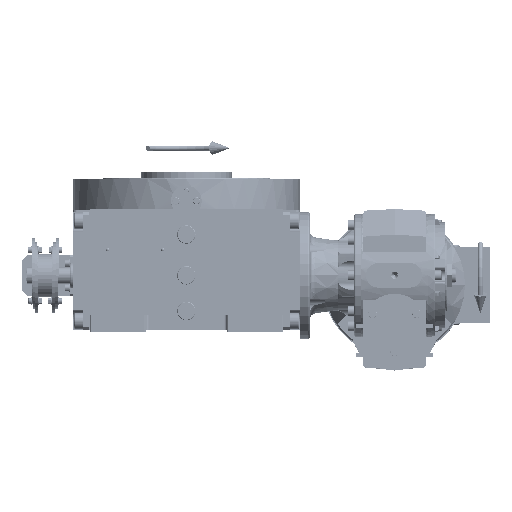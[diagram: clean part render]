
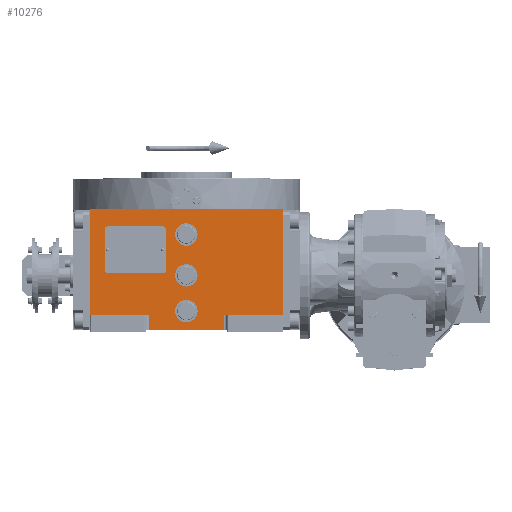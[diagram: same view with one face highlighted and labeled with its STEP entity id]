
A CAD part, top view. The second image highlights one B-rep face of the part: STEP entity #10276.
In plain terms, the highlighted planar face has unit normal (0, 0, 1).
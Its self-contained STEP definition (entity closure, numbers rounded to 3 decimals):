
#639 = VECTOR ( 'NONE', #111683, 1000. ) ;
#1340 = VERTEX_POINT ( 'NONE', #87294 ) ;
#2708 = ORIENTED_EDGE ( 'NONE', *, *, #156219, .F. ) ;
#5647 = VECTOR ( 'NONE', #126904, 1000. ) ;
#6070 = VERTEX_POINT ( 'NONE', #143184 ) ;
#9367 = EDGE_LOOP ( 'NONE', ( #28547, #96915, #121935, #84630, #34946, #58007, #81330, #2708 ) ) ;
#10276 = ADVANCED_FACE ( 'NONE', ( #55420, #79142, #66093, #128079 ), #119035, .T. ) ;
#10283 = EDGE_CURVE ( 'NONE', #59444, #89600, #43050, .T. ) ;
#10287 = LINE ( 'NONE', #108983, #102741 ) ;
#14586 = CARTESIAN_POINT ( 'NONE',  ( -94.5, -38.5, 163.5 ) ) ;
#17709 = LINE ( 'NONE', #19295, #127863 ) ;
#18330 = CIRCLE ( 'NONE', #91409, 11. ) ;
#19295 = CARTESIAN_POINT ( 'NONE',  ( -94.5, -38.5, 163.5 ) ) ;
#20353 = DIRECTION ( 'NONE',  ( 0., 0., 1. ) ) ;
#21503 = ORIENTED_EDGE ( 'NONE', *, *, #149591, .F. ) ;
#21733 = CARTESIAN_POINT ( 'NONE',  ( 37., -38.5, 163.5 ) ) ;
#24296 = EDGE_CURVE ( 'NONE', #113729, #57017, #17709, .T. ) ;
#27526 = DIRECTION ( 'NONE',  ( 0., 0., 1. ) ) ;
#28547 = ORIENTED_EDGE ( 'NONE', *, *, #117891, .T. ) ;
#29294 = CARTESIAN_POINT ( 'NONE',  ( 0., -35., 163.5 ) ) ;
#32402 = EDGE_CURVE ( 'NONE', #104487, #61859, #144333, .T. ) ;
#32506 = DIRECTION ( 'NONE',  ( 0., 0., 1. ) ) ;
#32568 = DIRECTION ( 'NONE',  ( 1., 0., 0. ) ) ;
#33515 = EDGE_CURVE ( 'NONE', #113729, #54127, #126339, .T. ) ;
#34056 = EDGE_CURVE ( 'NONE', #104487, #137017, #90285, .T. ) ;
#34308 = EDGE_LOOP ( 'NONE', ( #140840, #84844 ) ) ;
#34946 = ORIENTED_EDGE ( 'NONE', *, *, #75358, .F. ) ;
#37815 = CARTESIAN_POINT ( 'NONE',  ( 11., -35., 163.5 ) ) ;
#41577 = VERTEX_POINT ( 'NONE', #92530 ) ;
#43050 = CIRCLE ( 'NONE', #157783, 11. ) ;
#44168 = DIRECTION ( 'NONE',  ( 1., 0., 0. ) ) ;
#47542 = VECTOR ( 'NONE', #32568, 1000. ) ;
#47808 = EDGE_CURVE ( 'NONE', #1340, #116857, #121553, .T. ) ;
#48765 = VERTEX_POINT ( 'NONE', #141516 ) ;
#50435 = DIRECTION ( 'NONE',  ( 1., 0., 0. ) ) ;
#53511 = DIRECTION ( 'NONE',  ( 1., 0., 0. ) ) ;
#53578 = AXIS2_PLACEMENT_3D ( 'NONE', #144087, #94402, #144896 ) ;
#53980 = CARTESIAN_POINT ( 'NONE',  ( -94.5, -38.5, 163.5 ) ) ;
#54127 = VERTEX_POINT ( 'NONE', #117751 ) ;
#55420 = FACE_BOUND ( 'NONE', #34308, .T. ) ;
#57017 = VERTEX_POINT ( 'NONE', #70105 ) ;
#58007 = ORIENTED_EDGE ( 'NONE', *, *, #24296, .F. ) ;
#59444 = VERTEX_POINT ( 'NONE', #37815 ) ;
#60478 = CARTESIAN_POINT ( 'NONE',  ( 0., 40., 163.5 ) ) ;
#61859 = VERTEX_POINT ( 'NONE', #83692 ) ;
#66093 = FACE_BOUND ( 'NONE', #96288, .T. ) ;
#66833 = AXIS2_PLACEMENT_3D ( 'NONE', #139318, #27526, #50435 ) ;
#70105 = CARTESIAN_POINT ( 'NONE',  ( -94.5, 64.5, 163.5 ) ) ;
#70966 = DIRECTION ( 'NONE',  ( -1., 0., 0. ) ) ;
#72460 = CARTESIAN_POINT ( 'NONE',  ( -94.5, 64.5, 163.5 ) ) ;
#75358 = EDGE_CURVE ( 'NONE', #57017, #6070, #123819, .T. ) ;
#75704 = DIRECTION ( 'NONE',  ( -1., 0., 0. ) ) ;
#79142 = FACE_BOUND ( 'NONE', #88965, .T. ) ;
#79948 = DIRECTION ( 'NONE',  ( 1., 0., 0. ) ) ;
#80399 = DIRECTION ( 'NONE',  ( 0., 1., 0. ) ) ;
#80651 = CIRCLE ( 'NONE', #143142, 11. ) ;
#81330 = ORIENTED_EDGE ( 'NONE', *, *, #33515, .T. ) ;
#82813 = CARTESIAN_POINT ( 'NONE',  ( 94.5, -38.5, 163.5 ) ) ;
#83692 = CARTESIAN_POINT ( 'NONE',  ( 37., -53.5, 163.5 ) ) ;
#84027 = LINE ( 'NONE', #154991, #47542 ) ;
#84630 = ORIENTED_EDGE ( 'NONE', *, *, #144680, .T. ) ;
#84844 = ORIENTED_EDGE ( 'NONE', *, *, #160507, .F. ) ;
#87294 = CARTESIAN_POINT ( 'NONE',  ( 11., 0., 163.5 ) ) ;
#88965 = EDGE_LOOP ( 'NONE', ( #133407, #135402 ) ) ;
#89600 = VERTEX_POINT ( 'NONE', #157323 ) ;
#90285 = LINE ( 'NONE', #141569, #136313 ) ;
#91409 = AXIS2_PLACEMENT_3D ( 'NONE', #144366, #20353, #70966 ) ;
#92530 = CARTESIAN_POINT ( 'NONE',  ( -37., -53.5, 163.5 ) ) ;
#94402 = DIRECTION ( 'NONE',  ( 0., 0., 1. ) ) ;
#94466 = CARTESIAN_POINT ( 'NONE',  ( 94.5, -38.5, 163.5 ) ) ;
#96288 = EDGE_LOOP ( 'NONE', ( #21503, #146581 ) ) ;
#96915 = ORIENTED_EDGE ( 'NONE', *, *, #32402, .F. ) ;
#99211 = DIRECTION ( 'NONE',  ( 0., 1., 0. ) ) ;
#102741 = VECTOR ( 'NONE', #99211, 1000. ) ;
#104487 = VERTEX_POINT ( 'NONE', #21733 ) ;
#105203 = DIRECTION ( 'NONE',  ( 0., 0., 1. ) ) ;
#108290 = AXIS2_PLACEMENT_3D ( 'NONE', #118223, #105203, #154933 ) ;
#108983 = CARTESIAN_POINT ( 'NONE',  ( -37., -53.5, 163.5 ) ) ;
#110204 = DIRECTION ( 'NONE',  ( 0., 0., 1. ) ) ;
#111548 = DIRECTION ( 'NONE',  ( 1., 0., 0. ) ) ;
#111683 = DIRECTION ( 'NONE',  ( 1., 0., 0. ) ) ;
#113729 = VERTEX_POINT ( 'NONE', #53980 ) ;
#113887 = CIRCLE ( 'NONE', #152874, 11. ) ;
#114979 = VECTOR ( 'NONE', #111548, 1000. ) ;
#116857 = VERTEX_POINT ( 'NONE', #127307 ) ;
#117751 = CARTESIAN_POINT ( 'NONE',  ( -37., -38.5, 163.5 ) ) ;
#117891 = EDGE_CURVE ( 'NONE', #41577, #61859, #84027, .T. ) ;
#118223 = CARTESIAN_POINT ( 'NONE',  ( -94.5, -53.5, 163.5 ) ) ;
#119035 = PLANE ( 'NONE',  #108290 ) ;
#121553 = CIRCLE ( 'NONE', #66833, 11. ) ;
#121935 = ORIENTED_EDGE ( 'NONE', *, *, #34056, .T. ) ;
#122259 = EDGE_CURVE ( 'NONE', #89600, #59444, #147314, .T. ) ;
#123819 = LINE ( 'NONE', #72460, #114979 ) ;
#126339 = LINE ( 'NONE', #14586, #639 ) ;
#126904 = DIRECTION ( 'NONE',  ( 0., -1., 0. ) ) ;
#127307 = CARTESIAN_POINT ( 'NONE',  ( -11., 0., 163.5 ) ) ;
#127863 = VECTOR ( 'NONE', #128683, 1000. ) ;
#128079 = FACE_OUTER_BOUND ( 'NONE', #9367, .T. ) ;
#128683 = DIRECTION ( 'NONE',  ( 0., 1., 0. ) ) ;
#133407 = ORIENTED_EDGE ( 'NONE', *, *, #10283, .F. ) ;
#135402 = ORIENTED_EDGE ( 'NONE', *, *, #122259, .F. ) ;
#136053 = CARTESIAN_POINT ( 'NONE',  ( 11., 40., 163.5 ) ) ;
#136313 = VECTOR ( 'NONE', #53511, 1000. ) ;
#137017 = VERTEX_POINT ( 'NONE', #94466 ) ;
#139318 = CARTESIAN_POINT ( 'NONE',  ( 0., 0., 163.5 ) ) ;
#139592 = EDGE_CURVE ( 'NONE', #48765, #160443, #18330, .T. ) ;
#140840 = ORIENTED_EDGE ( 'NONE', *, *, #47808, .F. ) ;
#141516 = CARTESIAN_POINT ( 'NONE',  ( -11., 40., 163.5 ) ) ;
#141569 = CARTESIAN_POINT ( 'NONE',  ( 37., -38.5, 163.5 ) ) ;
#143142 = AXIS2_PLACEMENT_3D ( 'NONE', #60478, #110204, #44168 ) ;
#143154 = LINE ( 'NONE', #82813, #157816 ) ;
#143184 = CARTESIAN_POINT ( 'NONE',  ( 94.5, 64.5, 163.5 ) ) ;
#144087 = CARTESIAN_POINT ( 'NONE',  ( 0., -35., 163.5 ) ) ;
#144333 = LINE ( 'NONE', #157379, #5647 ) ;
#144366 = CARTESIAN_POINT ( 'NONE',  ( 0., 40., 163.5 ) ) ;
#144680 = EDGE_CURVE ( 'NONE', #137017, #6070, #143154, .T. ) ;
#144896 = DIRECTION ( 'NONE',  ( -1., 0., 0. ) ) ;
#146581 = ORIENTED_EDGE ( 'NONE', *, *, #139592, .F. ) ;
#147314 = CIRCLE ( 'NONE', #53578, 11. ) ;
#149096 = CARTESIAN_POINT ( 'NONE',  ( 0., 0., 163.5 ) ) ;
#149591 = EDGE_CURVE ( 'NONE', #160443, #48765, #80651, .T. ) ;
#152874 = AXIS2_PLACEMENT_3D ( 'NONE', #149096, #160541, #75704 ) ;
#154933 = DIRECTION ( 'NONE',  ( 1., 0., 0. ) ) ;
#154991 = CARTESIAN_POINT ( 'NONE',  ( -37., -53.5, 163.5 ) ) ;
#156219 = EDGE_CURVE ( 'NONE', #41577, #54127, #10287, .T. ) ;
#157323 = CARTESIAN_POINT ( 'NONE',  ( -11., -35., 163.5 ) ) ;
#157379 = CARTESIAN_POINT ( 'NONE',  ( 37., -38.5, 163.5 ) ) ;
#157783 = AXIS2_PLACEMENT_3D ( 'NONE', #29294, #32506, #79948 ) ;
#157816 = VECTOR ( 'NONE', #80399, 1000. ) ;
#160443 = VERTEX_POINT ( 'NONE', #136053 ) ;
#160507 = EDGE_CURVE ( 'NONE', #116857, #1340, #113887, .T. ) ;
#160541 = DIRECTION ( 'NONE',  ( 0., 0., 1. ) ) ;
